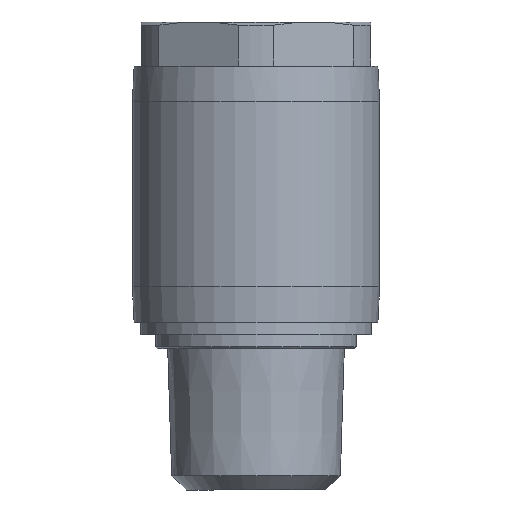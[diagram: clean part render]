
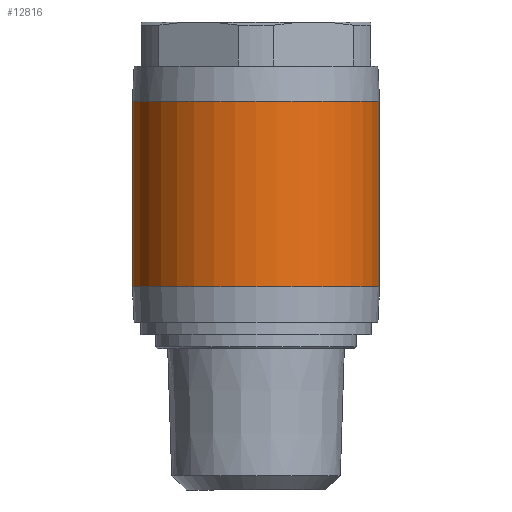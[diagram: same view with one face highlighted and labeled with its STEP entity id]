
A CAD part, left-side view. The second image highlights one B-rep face of the part: STEP entity #12816.
In plain terms, the highlighted cylindrical face has radius 7 mm (diameter 14 mm), a partial arc.
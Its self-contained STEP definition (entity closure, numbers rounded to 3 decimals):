
#3 = CIRCLE ( 'NONE', #3204, 7. ) ;
#158 = DIRECTION ( 'NONE',  ( 0., -1., 0. ) ) ;
#307 = CARTESIAN_POINT ( 'NONE',  ( -1.1, 7., 5.25 ) ) ;
#813 = FACE_OUTER_BOUND ( 'NONE', #1237, .T. ) ;
#1237 = EDGE_LOOP ( 'NONE', ( #14970, #11417, #15332, #6426 ) ) ;
#1401 = CARTESIAN_POINT ( 'NONE',  ( -1.1, 7., 0. ) ) ;
#2621 = CARTESIAN_POINT ( 'NONE',  ( -1.1, 0., 0. ) ) ;
#2729 = VERTEX_POINT ( 'NONE', #9388 ) ;
#2916 = CIRCLE ( 'NONE', #10221, 7. ) ;
#3204 = AXIS2_PLACEMENT_3D ( 'NONE', #5739, #8450, #9459 ) ;
#3328 = CYLINDRICAL_SURFACE ( 'NONE', #14840, 7. ) ;
#3885 = DIRECTION ( 'NONE',  ( 0., 0., 1. ) ) ;
#3943 = DIRECTION ( 'NONE',  ( 0., 0., 1. ) ) ;
#5739 = CARTESIAN_POINT ( 'NONE',  ( -1.1, 0., 5.25 ) ) ;
#6117 = LINE ( 'NONE', #10206, #12274 ) ;
#6360 = DIRECTION ( 'NONE',  ( 0., -1., 0. ) ) ;
#6426 = ORIENTED_EDGE ( 'NONE', *, *, #11071, .F. ) ;
#6519 = CARTESIAN_POINT ( 'NONE',  ( -1.1, 0., -5.25 ) ) ;
#8039 = EDGE_CURVE ( 'NONE', #8518, #9537, #2916, .T. ) ;
#8450 = DIRECTION ( 'NONE',  ( 0., 0., -1. ) ) ;
#8518 = VERTEX_POINT ( 'NONE', #10054 ) ;
#9388 = CARTESIAN_POINT ( 'NONE',  ( -1.1, -7., 5.25 ) ) ;
#9459 = DIRECTION ( 'NONE',  ( 0., -1., 0. ) ) ;
#9537 = VERTEX_POINT ( 'NONE', #11230 ) ;
#9936 = EDGE_CURVE ( 'NONE', #9537, #12810, #11452, .T. ) ;
#10054 = CARTESIAN_POINT ( 'NONE',  ( -1.1, -7., -5.25 ) ) ;
#10206 = CARTESIAN_POINT ( 'NONE',  ( -1.1, -7., 0. ) ) ;
#10221 = AXIS2_PLACEMENT_3D ( 'NONE', #6519, #12544, #6360 ) ;
#11071 = EDGE_CURVE ( 'NONE', #8518, #2729, #6117, .T. ) ;
#11230 = CARTESIAN_POINT ( 'NONE',  ( -1.1, 7., -5.25 ) ) ;
#11417 = ORIENTED_EDGE ( 'NONE', *, *, #9936, .T. ) ;
#11452 = LINE ( 'NONE', #1401, #12249 ) ;
#12249 = VECTOR ( 'NONE', #14826, 1000. ) ;
#12274 = VECTOR ( 'NONE', #3943, 1000. ) ;
#12544 = DIRECTION ( 'NONE',  ( 0., 0., 1. ) ) ;
#12810 = VERTEX_POINT ( 'NONE', #307 ) ;
#12816 = ADVANCED_FACE ( 'NONE', ( #813 ), #3328, .T. ) ;
#14826 = DIRECTION ( 'NONE',  ( 0., 0., 1. ) ) ;
#14840 = AXIS2_PLACEMENT_3D ( 'NONE', #2621, #3885, #158 ) ;
#14970 = ORIENTED_EDGE ( 'NONE', *, *, #8039, .T. ) ;
#15332 = ORIENTED_EDGE ( 'NONE', *, *, #15679, .T. ) ;
#15679 = EDGE_CURVE ( 'NONE', #12810, #2729, #3, .T. ) ;
